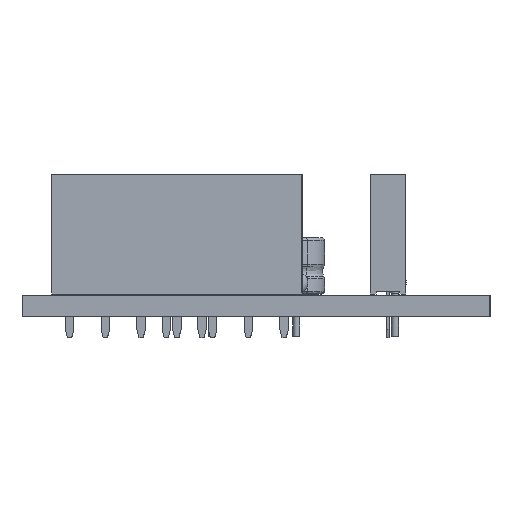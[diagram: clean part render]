
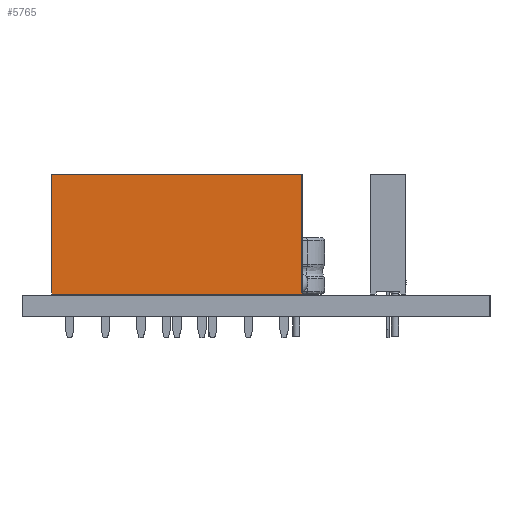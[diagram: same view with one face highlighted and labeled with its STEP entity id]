
A CAD part, left-side view. The second image highlights one B-rep face of the part: STEP entity #5765.
In plain terms, the highlighted planar face has unit normal (-1, 0, 0).
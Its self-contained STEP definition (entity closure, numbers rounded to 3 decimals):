
#4842 = VERTEX_POINT('',#4843);
#4843 = CARTESIAN_POINT('',(-1.27,-16.51,0.));
#4851 = EDGE_CURVE('',#4842,#4852,#4854,.T.);
#4852 = VERTEX_POINT('',#4853);
#4853 = CARTESIAN_POINT('',(-1.27,-16.51,8.5));
#4854 = LINE('',#4855,#4856);
#4855 = CARTESIAN_POINT('',(-1.27,-16.51,0.));
#4856 = VECTOR('',#4857,1.);
#4857 = DIRECTION('',(0.,0.,1.));
#4914 = VERTEX_POINT('',#4915);
#4915 = CARTESIAN_POINT('',(-1.27,1.27,8.5));
#4921 = EDGE_CURVE('',#4922,#4914,#4924,.T.);
#4922 = VERTEX_POINT('',#4923);
#4923 = CARTESIAN_POINT('',(-1.27,1.27,0.));
#4924 = LINE('',#4925,#4926);
#4925 = CARTESIAN_POINT('',(-1.27,1.27,0.));
#4926 = VECTOR('',#4927,1.);
#4927 = DIRECTION('',(0.,0.,1.));
#4986 = EDGE_CURVE('',#4914,#4852,#4987,.T.);
#4987 = LINE('',#4988,#4989);
#4988 = CARTESIAN_POINT('',(-1.27,1.27,8.5));
#4989 = VECTOR('',#4990,1.);
#4990 = DIRECTION('',(0.,-1.,0.));
#5247 = EDGE_CURVE('',#4922,#4842,#5248,.T.);
#5248 = LINE('',#5249,#5250);
#5249 = CARTESIAN_POINT('',(-1.27,1.27,0.));
#5250 = VECTOR('',#5251,1.);
#5251 = DIRECTION('',(0.,-1.,0.));
#5765 = ADVANCED_FACE('',(#5766),#5772,.F.);
#5766 = FACE_BOUND('',#5767,.F.);
#5767 = EDGE_LOOP('',(#5768,#5769,#5770,#5771));
#5768 = ORIENTED_EDGE('',*,*,#4921,.T.);
#5769 = ORIENTED_EDGE('',*,*,#4986,.T.);
#5770 = ORIENTED_EDGE('',*,*,#4851,.F.);
#5771 = ORIENTED_EDGE('',*,*,#5247,.F.);
#5772 = PLANE('',#5773);
#5773 = AXIS2_PLACEMENT_3D('',#5774,#5775,#5776);
#5774 = CARTESIAN_POINT('',(-1.27,1.27,0.));
#5775 = DIRECTION('',(1.,0.,0.));
#5776 = DIRECTION('',(0.,-1.,0.));
